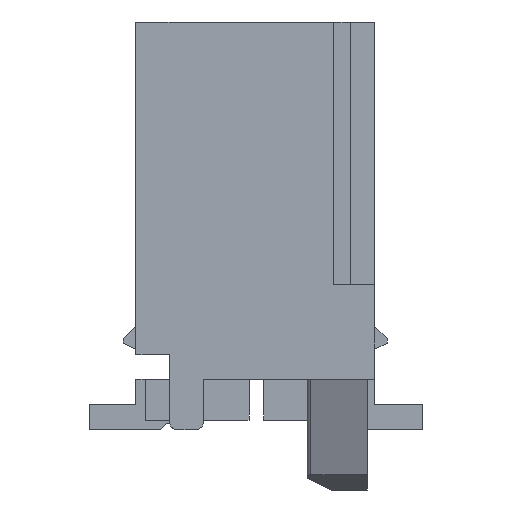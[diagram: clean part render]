
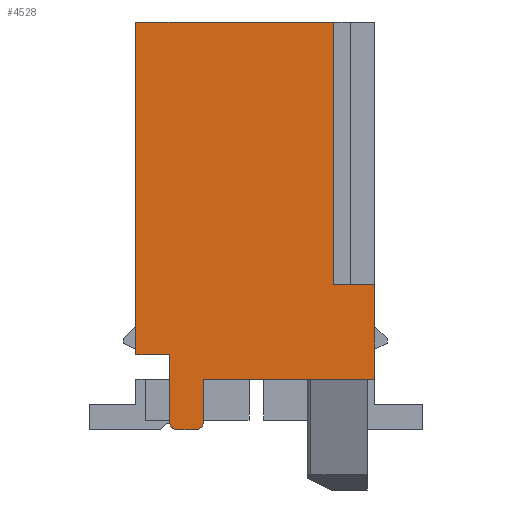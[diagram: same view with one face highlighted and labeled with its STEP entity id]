
A CAD part, left-side view. The second image highlights one B-rep face of the part: STEP entity #4528.
In plain terms, the highlighted planar face has unit normal (-1, 0, 0).
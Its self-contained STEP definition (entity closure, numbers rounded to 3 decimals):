
#1=CARTESIAN_POINT('',(-5.43,1.65,-0.9));
#2=DIRECTION('',(-1.,0.,0.));
#3=DIRECTION('',(0.,1.,0.));
#4=AXIS2_PLACEMENT_3D('',#1,#2,#3);
#6=DIRECTION('',(0.,0.,1.));
#7=VECTOR('',#6,1.4);
#8=CARTESIAN_POINT('',(-5.43,1.8,-0.9));
#9=LINE('',#8,#7);
#10=DIRECTION('',(0.,1.,0.));
#11=VECTOR('',#10,0.7);
#12=CARTESIAN_POINT('',(-5.43,1.8,0.5));
#13=LINE('',#12,#11);
#14=DIRECTION('',(0.,0.,1.));
#15=VECTOR('',#14,6.9);
#16=CARTESIAN_POINT('',(-5.43,2.5,0.5));
#17=LINE('',#16,#15);
#18=DIRECTION('',(0.,-1.,0.));
#19=VECTOR('',#18,0.85);
#20=CARTESIAN_POINT('',(-5.43,-1.6,1.95));
#21=LINE('',#20,#19);
#22=DIRECTION('',(0.,0.,-1.));
#23=VECTOR('',#22,1.95);
#24=CARTESIAN_POINT('',(-5.43,-2.45,1.95));
#25=LINE('',#24,#23);
#26=DIRECTION('',(0.,1.,0.));
#27=VECTOR('',#26,3.55);
#28=CARTESIAN_POINT('',(-5.43,-2.45,0.));
#29=LINE('',#28,#27);
#30=DIRECTION('',(0.,0.,-1.));
#31=VECTOR('',#30,0.9);
#32=CARTESIAN_POINT('',(-5.43,1.1,0.));
#33=LINE('',#32,#31);
#34=CARTESIAN_POINT('',(-5.43,1.25,-0.9));
#35=DIRECTION('',(-1.,0.,0.));
#36=DIRECTION('',(0.,0.,-1.));
#37=AXIS2_PLACEMENT_3D('',#34,#35,#36);
#43=DIRECTION('',(0.,1.,0.));
#44=VECTOR('',#43,0.4);
#45=CARTESIAN_POINT('',(-5.43,1.25,-1.05));
#46=LINE('',#45,#44);
#1108=DIRECTION('',(0.,-1.,0.));
#1109=VECTOR('',#1108,4.1);
#1110=CARTESIAN_POINT('',(-5.43,2.5,7.4));
#1111=LINE('',#1110,#1109);
#3408=DIRECTION('',(0.,0.,1.));
#3409=VECTOR('',#3408,5.45);
#3410=CARTESIAN_POINT('',(-5.43,-1.6,1.95));
#3411=LINE('',#3410,#3409);
#3437=CARTESIAN_POINT('',(-5.43,-2.45,1.95));
#3438=CARTESIAN_POINT('',(-5.43,-2.45,0.));
#3439=VERTEX_POINT('',#3437);
#3440=VERTEX_POINT('',#3438);
#3450=CARTESIAN_POINT('',(-5.43,2.5,7.4));
#3452=VERTEX_POINT('',#3450);
#3453=CARTESIAN_POINT('',(-5.43,-1.6,7.4));
#3454=VERTEX_POINT('',#3453);
#3469=CARTESIAN_POINT('',(-5.43,-1.6,1.95));
#3470=VERTEX_POINT('',#3469);
#3801=CARTESIAN_POINT('',(-5.43,1.1,0.));
#3802=VERTEX_POINT('',#3801);
#3805=CARTESIAN_POINT('',(-5.43,2.5,0.5));
#3806=VERTEX_POINT('',#3805);
#4019=CARTESIAN_POINT('',(-5.43,1.8,0.5));
#4020=VERTEX_POINT('',#4019);
#4319=CARTESIAN_POINT('',(-5.43,1.8,-0.9));
#4320=CARTESIAN_POINT('',(-5.43,1.65,-1.05));
#4321=VERTEX_POINT('',#4319);
#4322=VERTEX_POINT('',#4320);
#4327=CARTESIAN_POINT('',(-5.43,1.25,-1.05));
#4328=CARTESIAN_POINT('',(-5.43,1.1,-0.9));
#4329=VERTEX_POINT('',#4327);
#4330=VERTEX_POINT('',#4328);
#4497=CARTESIAN_POINT('',(-5.43,0.,0.));
#4498=DIRECTION('',(1.,0.,0.));
#4499=DIRECTION('',(0.,1.,0.));
#4500=AXIS2_PLACEMENT_3D('',#4497,#4498,#4499);
#4501=PLANE('',#4500);
#4503=ORIENTED_EDGE('',*,*,#4502,.F.);
#4505=ORIENTED_EDGE('',*,*,#4504,.T.);
#4507=ORIENTED_EDGE('',*,*,#4506,.T.);
#4509=ORIENTED_EDGE('',*,*,#4508,.T.);
#4511=ORIENTED_EDGE('',*,*,#4510,.T.);
#4513=ORIENTED_EDGE('',*,*,#4512,.F.);
#4515=ORIENTED_EDGE('',*,*,#4514,.T.);
#4517=ORIENTED_EDGE('',*,*,#4516,.T.);
#4519=ORIENTED_EDGE('',*,*,#4518,.T.);
#4521=ORIENTED_EDGE('',*,*,#4520,.T.);
#4523=ORIENTED_EDGE('',*,*,#4522,.F.);
#4525=ORIENTED_EDGE('',*,*,#4524,.T.);
#4526=EDGE_LOOP('',(#4503,#4505,#4507,#4509,#4511,#4513,#4515,#4517,#4519,#4521,
#4523,#4525));
#4527=FACE_OUTER_BOUND('',#4526,.F.);
#4528=ADVANCED_FACE('',(#4527),#4501,.F.);
#5=CIRCLE('',#4,0.15);
#38=CIRCLE('',#37,0.15);
#4502=EDGE_CURVE('',#4321,#4322,#5,.T.);
#4504=EDGE_CURVE('',#4321,#4020,#9,.T.);
#4506=EDGE_CURVE('',#4020,#3806,#13,.T.);
#4508=EDGE_CURVE('',#3806,#3452,#17,.T.);
#4510=EDGE_CURVE('',#3452,#3454,#1111,.T.);
#4512=EDGE_CURVE('',#3470,#3454,#3411,.T.);
#4514=EDGE_CURVE('',#3470,#3439,#21,.T.);
#4516=EDGE_CURVE('',#3439,#3440,#25,.T.);
#4518=EDGE_CURVE('',#3440,#3802,#29,.T.);
#4520=EDGE_CURVE('',#3802,#4330,#33,.T.);
#4522=EDGE_CURVE('',#4329,#4330,#38,.T.);
#4524=EDGE_CURVE('',#4329,#4322,#46,.T.);
